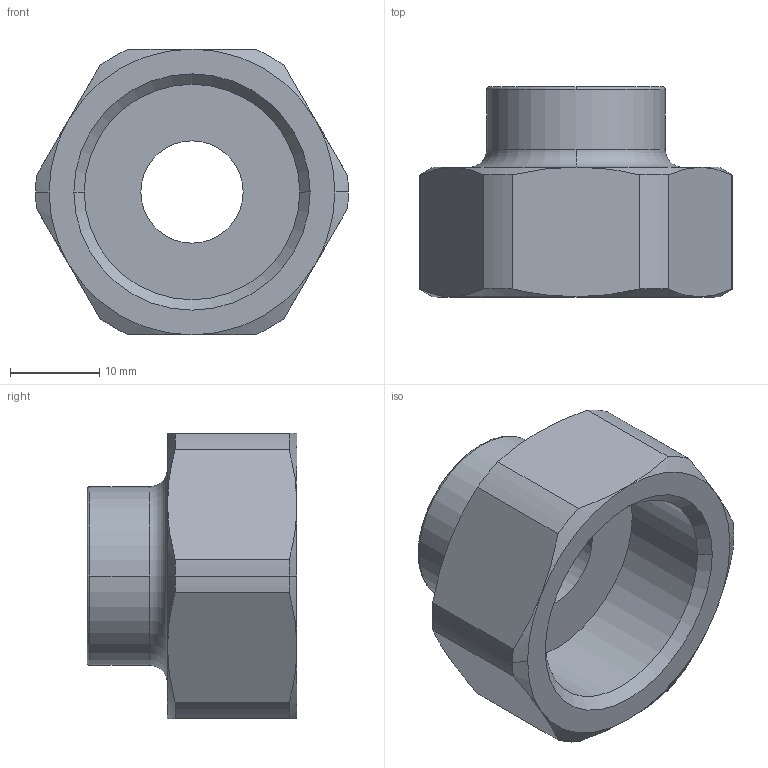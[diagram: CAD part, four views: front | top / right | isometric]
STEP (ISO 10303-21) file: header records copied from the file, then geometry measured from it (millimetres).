
FILE_DESCRIPTION(('STEP AP214'),'1');
FILE_NAME('6355_13_27WP2.stp','2016-07-07T14:17:36',('TraceParts'),('TraceParts S.A.'),'Spatial InterOp 3D',' ',' ');
FILE_SCHEMA(('automotive_design'));
Length unit declared in the file: millimetre
Products named in the file (1): 1
Bounding box: 35 x 23.5 x 32 mm (x, y, z)
Volume: 8985.9 mm3; surface area: 4779.3 mm2
Topology: 1 solids, 1 shells, 48 faces, 114 edges, 70 vertices
Faces by surface type: cone 20, cylinder 14, plane 10, torus 4
Entity records: 1439 total; most frequent: CARTESIAN_POINT 329, DIRECTION 250, ORIENTED_EDGE 228, EDGE_CURVE 114, AXIS2_PLACEMENT_3D 111, VERTEX_POINT 70, CIRCLE 62, EDGE_LOOP 52
